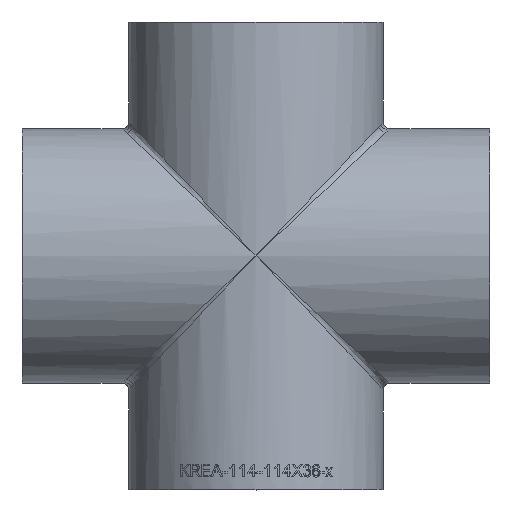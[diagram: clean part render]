
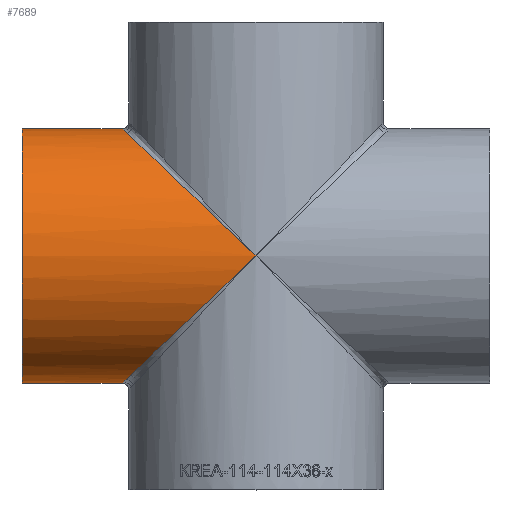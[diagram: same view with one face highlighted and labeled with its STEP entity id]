
A CAD part, top view. The second image highlights one B-rep face of the part: STEP entity #7689.
In plain terms, the highlighted cylindrical face has radius 57.15 mm (diameter 114.3 mm), a full revolution.
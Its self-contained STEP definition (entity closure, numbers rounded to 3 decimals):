
#1211 = CARTESIAN_POINT ( 'NONE',  ( 0., 0., -57.15 ) ) ;
#1553 = VERTEX_POINT ( 'NONE', #10973 ) ;
#1565 = DIRECTION ( 'NONE',  ( -1., 0., 0. ) ) ;
#2632 = CIRCLE ( 'NONE', #12151, 57.15 ) ;
#2759 = AXIS2_PLACEMENT_3D ( 'NONE', #15620, #1565, #17259 ) ;
#3090 = FACE_OUTER_BOUND ( 'NONE', #6361, .T. ) ;
#3409 = CARTESIAN_POINT ( 'NONE',  ( -120.3, 114.3, -57.15 ) ) ;
#3557 = DIRECTION ( 'NONE',  ( -1., 0., 0. ) ) ;
#3623 = CARTESIAN_POINT ( 'NONE',  ( -120.3, 114.3, 57.15 ) ) ;
#3754 = CARTESIAN_POINT ( 'NONE',  ( -105., 0., 0. ) ) ;
#6243 = ORIENTED_EDGE ( 'NONE', *, *, #15350, .T. ) ;
#6361 = EDGE_LOOP ( 'NONE', ( #18297, #6243 ) ) ;
#6833 = CARTESIAN_POINT ( 'NONE',  ( 0., 0., 57.15 ) ) ;
#7309 = CARTESIAN_POINT ( 'NONE',  ( 0., 0., -57.15 ) ) ;
#7689 = ADVANCED_FACE ( 'NONE', ( #10989, #3090 ), #9355, .T. ) ;
#7752 = EDGE_LOOP ( 'NONE', ( #19007 ) ) ;
#9321 = EDGE_CURVE ( 'NONE', #1553, #1553, #2632, .T. ) ;
#9355 = CYLINDRICAL_SURFACE ( 'NONE', #2759, 57.15 ) ;
#10556 = CARTESIAN_POINT ( 'NONE',  ( -120.3, -114.3, -57.15 ) ) ;
#10973 = CARTESIAN_POINT ( 'NONE',  ( -105., 0., 57.15 ) ) ;
#10989 = FACE_OUTER_BOUND ( 'NONE', #7752, .T. ) ;
#11172 =( BOUNDED_CURVE ( )  B_SPLINE_CURVE ( 3, ( #7309, #10556, #16943, #18079 ),
 .UNSPECIFIED., .F., .T. ) 
 B_SPLINE_CURVE_WITH_KNOTS ( ( 4, 4 ),
 ( 4.712, 7.854 ),
 .UNSPECIFIED. ) 
 CURVE ( )  GEOMETRIC_REPRESENTATION_ITEM ( )  RATIONAL_B_SPLINE_CURVE ( ( 1., 0.333, 0.333, 1. ) ) 
 REPRESENTATION_ITEM ( '' )  );
#11197 = EDGE_CURVE ( 'NONE', #16054, #17126, #11172, .T. ) ;
#12151 = AXIS2_PLACEMENT_3D ( 'NONE', #3754, #3557, #12991 ) ;
#12991 = DIRECTION ( 'NONE',  ( 0., 0., 1. ) ) ;
#15350 = EDGE_CURVE ( 'NONE', #17126, #16054, #20235, .T. ) ;
#15620 = CARTESIAN_POINT ( 'NONE',  ( 105., 0., 0. ) ) ;
#15947 = CARTESIAN_POINT ( 'NONE',  ( 0., 0., -57.15 ) ) ;
#16054 = VERTEX_POINT ( 'NONE', #1211 ) ;
#16943 = CARTESIAN_POINT ( 'NONE',  ( -120.3, -114.3, 57.15 ) ) ;
#17126 = VERTEX_POINT ( 'NONE', #18940 ) ;
#17259 = DIRECTION ( 'NONE',  ( 0., 0., 1. ) ) ;
#18079 = CARTESIAN_POINT ( 'NONE',  ( 0., 0., 57.15 ) ) ;
#18297 = ORIENTED_EDGE ( 'NONE', *, *, #11197, .T. ) ;
#18940 = CARTESIAN_POINT ( 'NONE',  ( 0., 0., 57.15 ) ) ;
#19007 = ORIENTED_EDGE ( 'NONE', *, *, #9321, .F. ) ;
#20235 =( BOUNDED_CURVE ( )  B_SPLINE_CURVE ( 3, ( #6833, #3623, #3409, #15947 ),
 .UNSPECIFIED., .F., .T. ) 
 B_SPLINE_CURVE_WITH_KNOTS ( ( 4, 4 ),
 ( 4.712, 7.854 ),
 .UNSPECIFIED. ) 
 CURVE ( )  GEOMETRIC_REPRESENTATION_ITEM ( )  RATIONAL_B_SPLINE_CURVE ( ( 1., 0.333, 0.333, 1. ) ) 
 REPRESENTATION_ITEM ( '' )  );
